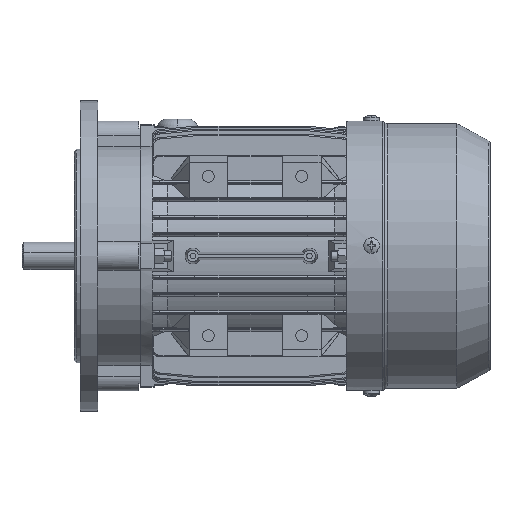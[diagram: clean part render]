
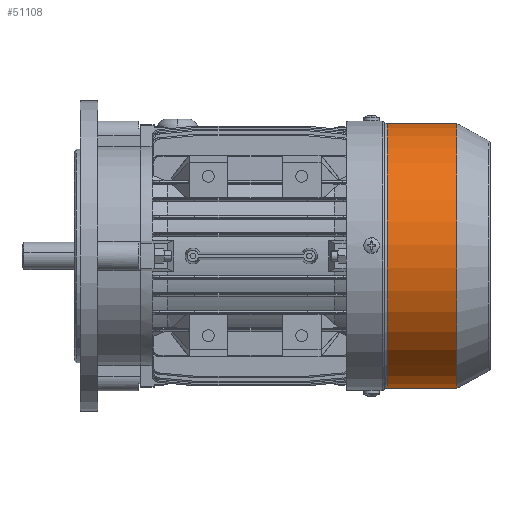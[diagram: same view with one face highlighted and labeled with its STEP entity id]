
A CAD part, front view. The second image highlights one B-rep face of the part: STEP entity #51108.
In plain terms, the highlighted cylindrical face has radius 68.3 mm (diameter 136.6 mm), a partial arc.
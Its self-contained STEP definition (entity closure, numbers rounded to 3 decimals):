
#15633 = CARTESIAN_POINT ( 'NONE',  ( 57., 0., -68.3 ) ) ;
#15695 = DIRECTION ( 'NONE',  ( -1., 0., 0. ) ) ;
#15696 = VECTOR ( 'NONE', #15695, 1000. ) ;
#15697 = CARTESIAN_POINT ( 'NONE',  ( 0., 0., 68.3 ) ) ;
#15698 = LINE ( 'NONE', #15697, #15696 ) ;
#15704 = DIRECTION ( 'NONE',  ( -1., 0., 0. ) ) ;
#15705 = VECTOR ( 'NONE', #15704, 1000. ) ;
#15706 = CARTESIAN_POINT ( 'NONE',  ( 0., 0., -68.3 ) ) ;
#15707 = LINE ( 'NONE', #15706, #15705 ) ;
#15725 = CARTESIAN_POINT ( 'NONE',  ( 20.992, 0., 68.3 ) ) ;
#15726 = DIRECTION ( 'NONE',  ( 0., 0., 1. ) ) ;
#15727 = DIRECTION ( 'NONE',  ( -1., 0., 0. ) ) ;
#15728 = CARTESIAN_POINT ( 'NONE',  ( 20.992, 0., 0. ) ) ;
#15729 = AXIS2_PLACEMENT_3D ( 'NONE', #15728, #15727, #15726 ) ;
#15730 = CIRCLE ( 'NONE', #15729, 68.3 ) ;
#15732 = CARTESIAN_POINT ( 'NONE',  ( 20.992, 0., -68.3 ) ) ;
#18790 = CIRCLE ( 'NONE', #18848, 68.3 ) ;
#18845 = DIRECTION ( 'NONE',  ( 0., 0., 1. ) ) ;
#18846 = DIRECTION ( 'NONE',  ( -1., 0., 0. ) ) ;
#18847 = CARTESIAN_POINT ( 'NONE',  ( 57., 0., 0. ) ) ;
#18848 = AXIS2_PLACEMENT_3D ( 'NONE', #18847, #18846, #18845 ) ;
#20544 = DIRECTION ( 'NONE',  ( 0., 0., 1. ) ) ;
#20545 = DIRECTION ( 'NONE',  ( -1., 0., 0. ) ) ;
#20546 = AXIS2_PLACEMENT_3D ( 'NONE', #20548, #20545, #20544 ) ;
#20547 = CYLINDRICAL_SURFACE ( 'NONE', #20546, 68.3 ) ;
#20548 = CARTESIAN_POINT ( 'NONE',  ( 0., 0., 0. ) ) ;
#20549 = FACE_OUTER_BOUND ( 'NONE', #51109, .T. ) ;
#48252 = VERTEX_POINT ( 'NONE', #15633 ) ;
#48254 = EDGE_CURVE ( 'NONE', #48252, #48270, #15707, .T. ) ;
#48258 = EDGE_CURVE ( 'NONE', #69449, #48273, #15698, .T. ) ;
#48270 = VERTEX_POINT ( 'NONE', #15732 ) ;
#48272 = EDGE_CURVE ( 'NONE', #48270, #48273, #15730, .T. ) ;
#48273 = VERTEX_POINT ( 'NONE', #15725 ) ;
#50053 = EDGE_CURVE ( 'NONE', #48252, #69449, #18790, .T. ) ;
#51108 = ADVANCED_FACE ( 'NONE', ( #20549 ), #20547, .T. ) ;
#51109 = EDGE_LOOP ( 'NONE', ( #51111, #51112, #51113, #51114 ) ) ;
#51111 = ORIENTED_EDGE ( 'NONE', *, *, #48254, .F. ) ;
#51112 = ORIENTED_EDGE ( 'NONE', *, *, #50053, .T. ) ;
#51113 = ORIENTED_EDGE ( 'NONE', *, *, #48258, .T. ) ;
#51114 = ORIENTED_EDGE ( 'NONE', *, *, #48272, .F. ) ;
#69449 = VERTEX_POINT ( 'NONE', #91765 ) ;
#91765 = CARTESIAN_POINT ( 'NONE',  ( 57., 0., 68.3 ) ) ;
